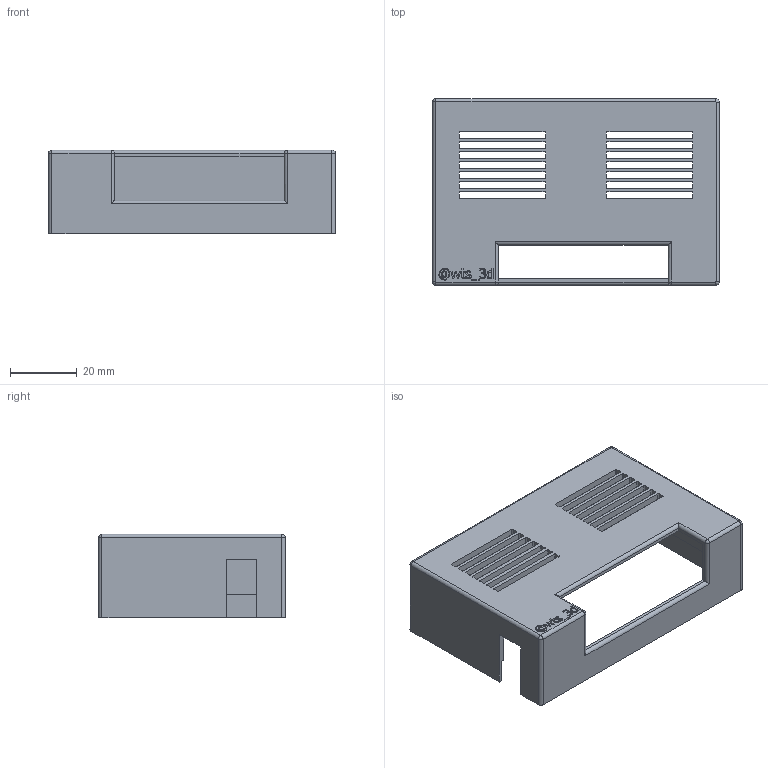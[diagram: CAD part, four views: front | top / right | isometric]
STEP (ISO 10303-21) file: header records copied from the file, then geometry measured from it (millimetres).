
FILE_DESCRIPTION(('FreeCAD Model'),'2;1');
FILE_NAME('Open CASCADE Shape Model','2025-05-19T10:41:37',(''),(''), 'Open CASCADE STEP processor 7.7','FreeCAD','Unknown');
FILE_SCHEMA(('AUTOMOTIVE_DESIGN { 1 0 10303 214 1 1 1 1 }'));
Length unit declared in the file: millimetre
Products named in the file (1): Pocket005
Bounding box: 86 x 56 x 25 mm (x, y, z)
Volume: 16045.6 mm3; surface area: 20388.7 mm2
Topology: 1 solids, 1 shells, 364 faces, 1049 edges, 692 vertices
Faces by surface type: plane 145, extrusion 140, cylinder 73, revolution 4, sphere 2
Entity records: 12195 total; most frequent: CARTESIAN_POINT 2984, ORIENTED_EDGE 2094, DIRECTION 1499, EDGE_CURVE 1047, VECTOR 761, VERTEX_POINT 692, LINE 621, B_SPLINE_CURVE_WITH_KNOTS 424
